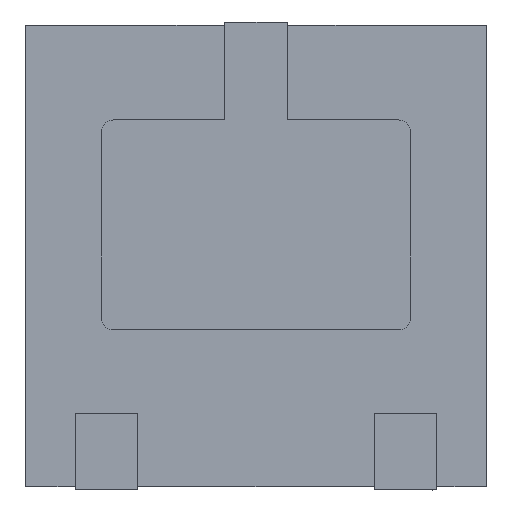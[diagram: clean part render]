
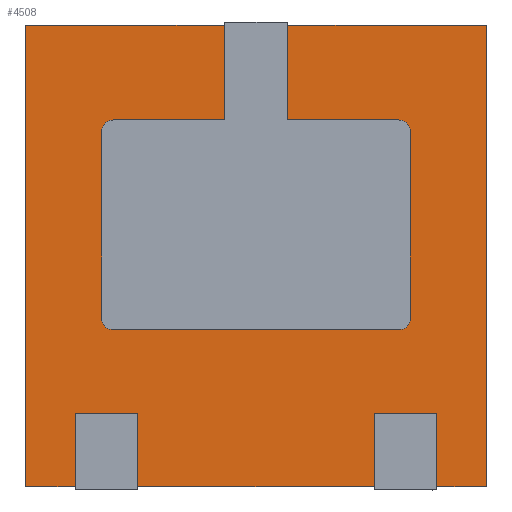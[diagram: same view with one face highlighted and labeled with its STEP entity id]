
A CAD part, left-side view. The second image highlights one B-rep face of the part: STEP entity #4508.
In plain terms, the highlighted planar face has unit normal (-1, 0, 0).
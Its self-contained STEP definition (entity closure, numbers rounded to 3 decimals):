
#62=CIRCLE('',#5469,0.05);
#63=CIRCLE('',#5472,0.05);
#64=CIRCLE('',#5476,0.05);
#65=CIRCLE('',#5479,0.05);
#662=ORIENTED_EDGE('',*,*,#1555,.F.);
#663=ORIENTED_EDGE('',*,*,#1557,.F.);
#664=ORIENTED_EDGE('',*,*,#1547,.F.);
#665=ORIENTED_EDGE('',*,*,#1764,.F.);
#666=ORIENTED_EDGE('',*,*,#1611,.F.);
#667=ORIENTED_EDGE('',*,*,#1613,.F.);
#668=ORIENTED_EDGE('',*,*,#1603,.F.);
#669=ORIENTED_EDGE('',*,*,#1763,.F.);
#670=ORIENTED_EDGE('',*,*,#1767,.F.);
#671=ORIENTED_EDGE('',*,*,#1768,.F.);
#672=ORIENTED_EDGE('',*,*,#1738,.T.);
#673=ORIENTED_EDGE('',*,*,#1751,.T.);
#674=ORIENTED_EDGE('',*,*,#1750,.T.);
#675=ORIENTED_EDGE('',*,*,#1748,.T.);
#676=ORIENTED_EDGE('',*,*,#1746,.T.);
#677=ORIENTED_EDGE('',*,*,#1744,.T.);
#678=ORIENTED_EDGE('',*,*,#1758,.T.);
#679=ORIENTED_EDGE('',*,*,#1757,.T.);
#680=ORIENTED_EDGE('',*,*,#1755,.T.);
#681=ORIENTED_EDGE('',*,*,#1753,.T.);
#682=ORIENTED_EDGE('',*,*,#1740,.T.);
#683=ORIENTED_EDGE('',*,*,#1769,.F.);
#684=ORIENTED_EDGE('',*,*,#1770,.F.);
#685=ORIENTED_EDGE('',*,*,#1759,.F.);
#1547=EDGE_CURVE('',#2200,#2201,#2653,.T.);
#1555=EDGE_CURVE('',#2202,#2203,#2661,.T.);
#1557=EDGE_CURVE('',#2201,#2202,#2663,.T.);
#1603=EDGE_CURVE('',#2238,#2239,#2707,.T.);
#1611=EDGE_CURVE('',#2240,#2241,#2715,.T.);
#1613=EDGE_CURVE('',#2239,#2240,#2717,.T.);
#1738=EDGE_CURVE('',#2328,#2329,#2820,.T.);
#1740=EDGE_CURVE('',#2331,#2330,#2822,.T.);
#1744=EDGE_CURVE('',#2332,#2333,#2826,.T.);
#1746=EDGE_CURVE('',#2334,#2332,#62,.T.);
#1748=EDGE_CURVE('',#2335,#2334,#2829,.T.);
#1750=EDGE_CURVE('',#2336,#2335,#63,.T.);
#1751=EDGE_CURVE('',#2329,#2336,#2831,.T.);
#1753=EDGE_CURVE('',#2337,#2331,#2833,.T.);
#1755=EDGE_CURVE('',#2338,#2337,#64,.T.);
#1757=EDGE_CURVE('',#2339,#2338,#2836,.T.);
#1758=EDGE_CURVE('',#2333,#2339,#65,.T.);
#1759=EDGE_CURVE('',#2203,#2340,#2837,.T.);
#1763=EDGE_CURVE('',#2343,#2238,#2841,.T.);
#1764=EDGE_CURVE('',#2241,#2200,#2842,.T.);
#1767=EDGE_CURVE('',#2345,#2343,#2845,.T.);
#1768=EDGE_CURVE('',#2328,#2345,#2846,.T.);
#1769=EDGE_CURVE('',#2346,#2330,#2847,.T.);
#1770=EDGE_CURVE('',#2340,#2346,#2848,.T.);
#2200=VERTEX_POINT('',#7019);
#2201=VERTEX_POINT('',#7020);
#2202=VERTEX_POINT('',#7030);
#2203=VERTEX_POINT('',#7032);
#2238=VERTEX_POINT('',#7131);
#2239=VERTEX_POINT('',#7132);
#2240=VERTEX_POINT('',#7142);
#2241=VERTEX_POINT('',#7144);
#2328=VERTEX_POINT('',#7393);
#2329=VERTEX_POINT('',#7395);
#2330=VERTEX_POINT('',#7399);
#2331=VERTEX_POINT('',#7401);
#2332=VERTEX_POINT('',#7405);
#2333=VERTEX_POINT('',#7407);
#2334=VERTEX_POINT('',#7411);
#2335=VERTEX_POINT('',#7415);
#2336=VERTEX_POINT('',#7419);
#2337=VERTEX_POINT('',#7425);
#2338=VERTEX_POINT('',#7429);
#2339=VERTEX_POINT('',#7433);
#2340=VERTEX_POINT('',#7439);
#2343=VERTEX_POINT('',#7445);
#2345=VERTEX_POINT('',#7452);
#2346=VERTEX_POINT('',#7457);
#2653=LINE('',#7018,#3225);
#2661=LINE('',#7031,#3233);
#2663=LINE('',#7035,#3235);
#2707=LINE('',#7130,#3279);
#2715=LINE('',#7143,#3287);
#2717=LINE('',#7147,#3289);
#2820=LINE('',#7396,#3392);
#2822=LINE('',#7400,#3394);
#2826=LINE('',#7408,#3398);
#2829=LINE('',#7416,#3401);
#2831=LINE('',#7422,#3403);
#2833=LINE('',#7426,#3405);
#2836=LINE('',#7434,#3408);
#2837=LINE('',#7438,#3409);
#2841=LINE('',#7446,#3413);
#2842=LINE('',#7447,#3414);
#2845=LINE('',#7453,#3417);
#2846=LINE('',#7455,#3418);
#2847=LINE('',#7456,#3419);
#2848=LINE('',#7458,#3420);
#3225=VECTOR('',#5774,1000.);
#3233=VECTOR('',#5786,1000.);
#3235=VECTOR('',#5790,1000.);
#3279=VECTOR('',#5868,1000.);
#3287=VECTOR('',#5880,1000.);
#3289=VECTOR('',#5884,1000.);
#3392=VECTOR('',#6103,1000.);
#3394=VECTOR('',#6107,1000.);
#3398=VECTOR('',#6113,1000.);
#3401=VECTOR('',#6122,1000.);
#3403=VECTOR('',#6130,1000.);
#3405=VECTOR('',#6134,1000.);
#3408=VECTOR('',#6143,1000.);
#3409=VECTOR('',#6150,1000.);
#3413=VECTOR('',#6154,1000.);
#3414=VECTOR('',#6155,1000.);
#3417=VECTOR('',#6160,1000.);
#3418=VECTOR('',#6163,1000.);
#3419=VECTOR('',#6164,1000.);
#3420=VECTOR('',#6165,1000.);
#3843=EDGE_LOOP('',(#662,#663,#664,#665,#666,#667,#668,#669,#670,#671,#672,
#673,#674,#675,#676,#677,#678,#679,#680,#681,#682,#683,#684,#685));
#4085=FACE_BOUND('',#3843,.T.);
#4307=PLANE('',#5482);
#4508=ADVANCED_FACE('',(#4085),#4307,.F.);
#5469=AXIS2_PLACEMENT_3D('',#7412,#6117,#6118);
#5472=AXIS2_PLACEMENT_3D('',#7420,#6126,#6127);
#5476=AXIS2_PLACEMENT_3D('',#7430,#6138,#6139);
#5479=AXIS2_PLACEMENT_3D('',#7436,#6146,#6147);
#5482=AXIS2_PLACEMENT_3D('',#7454,#6161,#6162);
#5774=DIRECTION('',(0.,0.,1.));
#5786=DIRECTION('',(0.,0.,-1.));
#5790=DIRECTION('',(0.,1.,0.));
#5868=DIRECTION('',(0.,0.,1.));
#5880=DIRECTION('',(0.,0.,-1.));
#5884=DIRECTION('',(0.,1.,0.));
#6103=DIRECTION('',(0.,0.,-1.));
#6107=DIRECTION('',(0.,0.,1.));
#6113=DIRECTION('',(0.,1.,0.));
#6117=DIRECTION('',(1.,0.,0.));
#6118=DIRECTION('',(0.,0.,-1.));
#6122=DIRECTION('',(0.,0.,-1.));
#6126=DIRECTION('',(1.,0.,0.));
#6127=DIRECTION('',(0.,0.,-1.));
#6130=DIRECTION('',(0.,-1.,0.));
#6134=DIRECTION('',(0.,-1.,0.));
#6138=DIRECTION('',(1.,0.,0.));
#6139=DIRECTION('',(0.,0.,-1.));
#6143=DIRECTION('',(0.,0.,1.));
#6146=DIRECTION('',(1.,0.,0.));
#6147=DIRECTION('',(0.,0.,-1.));
#6150=DIRECTION('',(0.,1.,0.));
#6154=DIRECTION('',(0.,1.,0.));
#6155=DIRECTION('',(0.,1.,0.));
#6160=DIRECTION('',(0.,0.,-1.));
#6161=DIRECTION('',(1.,0.,0.));
#6162=DIRECTION('',(0.,0.,-1.));
#6163=DIRECTION('',(0.,-1.,0.));
#6164=DIRECTION('',(0.,-1.,0.));
#6165=DIRECTION('',(0.,0.,1.));
#7018=CARTESIAN_POINT('',(-0.6,0.525,0.));
#7019=CARTESIAN_POINT('',(-0.6,0.525,-1.));
#7020=CARTESIAN_POINT('',(-0.6,0.525,-0.7));
#7030=CARTESIAN_POINT('',(-0.6,0.775,-0.7));
#7031=CARTESIAN_POINT('',(-0.6,0.775,0.));
#7032=CARTESIAN_POINT('',(-0.6,0.775,-1.));
#7035=CARTESIAN_POINT('',(-0.6,0.,-0.7));
#7130=CARTESIAN_POINT('',(-0.6,-0.775,0.));
#7131=CARTESIAN_POINT('',(-0.6,-0.775,-1.));
#7132=CARTESIAN_POINT('',(-0.6,-0.775,-0.7));
#7142=CARTESIAN_POINT('',(-0.6,-0.525,-0.7));
#7143=CARTESIAN_POINT('',(-0.6,-0.525,0.));
#7144=CARTESIAN_POINT('',(-0.6,-0.525,-1.));
#7147=CARTESIAN_POINT('',(-0.6,0.,-0.7));
#7393=CARTESIAN_POINT('',(-0.6,-0.125,1.));
#7395=CARTESIAN_POINT('',(-0.6,-0.125,0.58));
#7396=CARTESIAN_POINT('',(-0.6,-0.125,0.));
#7399=CARTESIAN_POINT('',(-0.6,0.125,1.));
#7400=CARTESIAN_POINT('',(-0.6,0.125,0.));
#7401=CARTESIAN_POINT('',(-0.6,0.125,0.58));
#7405=CARTESIAN_POINT('',(-0.6,-0.61,-0.31));
#7407=CARTESIAN_POINT('',(-0.6,0.61,-0.31));
#7408=CARTESIAN_POINT('',(-0.6,0.,-0.31));
#7411=CARTESIAN_POINT('',(-0.6,-0.66,-0.26));
#7412=CARTESIAN_POINT('',(-0.6,-0.61,-0.26));
#7415=CARTESIAN_POINT('',(-0.6,-0.66,0.53));
#7416=CARTESIAN_POINT('',(-0.6,-0.66,0.));
#7419=CARTESIAN_POINT('',(-0.6,-0.61,0.58));
#7420=CARTESIAN_POINT('',(-0.6,-0.61,0.53));
#7422=CARTESIAN_POINT('',(-0.6,0.,0.58));
#7425=CARTESIAN_POINT('',(-0.6,0.61,0.58));
#7426=CARTESIAN_POINT('',(-0.6,0.,0.58));
#7429=CARTESIAN_POINT('',(-0.6,0.66,0.53));
#7430=CARTESIAN_POINT('',(-0.6,0.61,0.53));
#7433=CARTESIAN_POINT('',(-0.6,0.66,-0.26));
#7434=CARTESIAN_POINT('',(-0.6,0.66,0.));
#7436=CARTESIAN_POINT('',(-0.6,0.61,-0.26));
#7438=CARTESIAN_POINT('',(-0.6,-1.,-1.));
#7439=CARTESIAN_POINT('',(-0.6,1.,-1.));
#7445=CARTESIAN_POINT('',(-0.6,-1.,-1.));
#7446=CARTESIAN_POINT('',(-0.6,-1.,-1.));
#7447=CARTESIAN_POINT('',(-0.6,-1.,-1.));
#7452=CARTESIAN_POINT('',(-0.6,-1.,1.));
#7453=CARTESIAN_POINT('',(-0.6,-1.,1.));
#7454=CARTESIAN_POINT('',(-0.6,0.,0.));
#7455=CARTESIAN_POINT('',(-0.6,1.,1.));
#7456=CARTESIAN_POINT('',(-0.6,1.,1.));
#7457=CARTESIAN_POINT('',(-0.6,1.,1.));
#7458=CARTESIAN_POINT('',(-0.6,1.,-1.));
